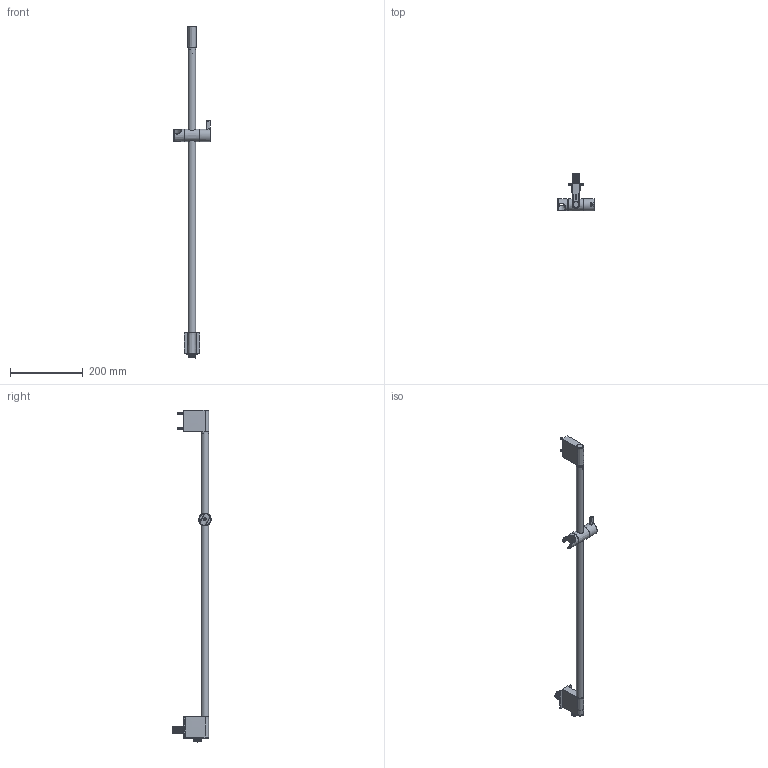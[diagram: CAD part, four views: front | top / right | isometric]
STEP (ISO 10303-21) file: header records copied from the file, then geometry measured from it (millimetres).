
FILE_DESCRIPTION(/* description */ ('Unknown'),/* implementation_level */ '2;1');
FILE_NAME(/* name */ 'M305',/* time_stamp */ '2016-04-22T08:02:55+02:00',/* author */ ('Unknown'),/* organization */ ('Unknown'),/* preprocessor_version */ 'ST-DEVELOPER v16.7',/* originating_system */ 'DEX',/* authorisation */ $);
FILE_SCHEMA (('AUTOMOTIVE_DESIGN {1 0 10303 214 3 1 1}'));
Length unit declared in the file: millimetre
Products named in the file (1): M305
Bounding box: 100.35 x 105.02 x 910.67 mm (x, y, z)
Surface area: 123642.2 mm2 (no closed solid volume)
Topology: 0 solids, 36 shells, 276 faces, 1840 edges, 1569 vertices
Faces by surface type: plane 104, bspline 63, cylinder 57, cone 34, torus 13, sphere 5
Full cylindrical faces by diameter (mm): 4.5 x2, 6 x2, 8 x1, 13 x1, 15 x1, 17 x2, 17.3 x1, 18.5 x1, 20 x1, 32.08 x1, 34 x1
Entity records: 37066 total; most frequent: CARTESIAN_POINT 24998, ORIENTED_EDGE 2819, EDGE_CURVE 1749, DIRECTION 1600, VERTEX_POINT 1522, B_SPLINE_CURVE_WITH_KNOTS 943, AXIS2_PLACEMENT_3D 580, LINE 440
